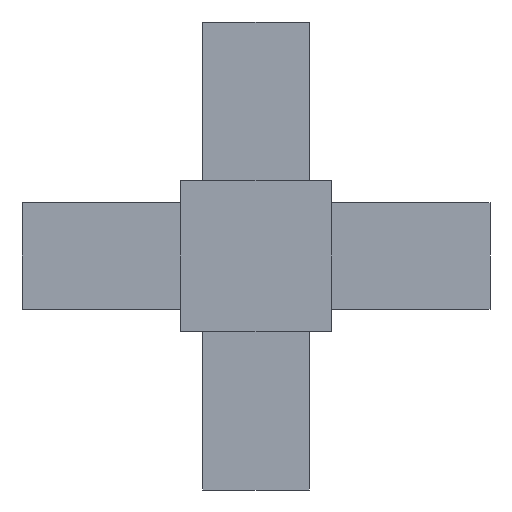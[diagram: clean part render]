
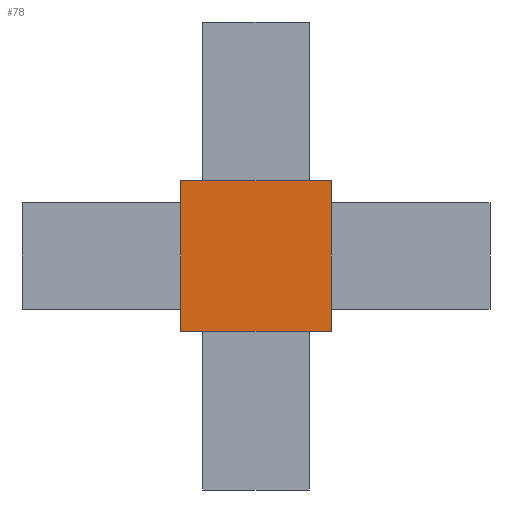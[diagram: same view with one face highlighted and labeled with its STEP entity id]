
A CAD part, front view. The second image highlights one B-rep face of the part: STEP entity #78.
In plain terms, the highlighted planar face has unit normal (0, -1, 0).
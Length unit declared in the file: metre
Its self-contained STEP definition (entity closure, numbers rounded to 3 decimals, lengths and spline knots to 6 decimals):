
#78 = ADVANCED_FACE( '', ( #155 ), #156, .T. );
#155 = FACE_OUTER_BOUND( '', #228, .T. );
#156 = PLANE( '', #229 );
#228 = EDGE_LOOP( '', ( #403, #404, #405, #406 ) );
#229 = AXIS2_PLACEMENT_3D( '', #407, #408, #409 );
#403 = ORIENTED_EDGE( '', *, *, #512, .F. );
#404 = ORIENTED_EDGE( '', *, *, #527, .T. );
#405 = ORIENTED_EDGE( '', *, *, #492, .T. );
#406 = ORIENTED_EDGE( '', *, *, #458, .F. );
#407 = CARTESIAN_POINT( '', ( 0., -0.001, 0. ) );
#408 = DIRECTION( '', ( 0., -1., 0. ) );
#409 = DIRECTION( '', ( 1., 0., 0. ) );
#458 = EDGE_CURVE( '', #542, #544, #545, .T. );
#492 = EDGE_CURVE( '', #602, #544, #603, .T. );
#512 = EDGE_CURVE( '', #629, #542, #631, .T. );
#527 = EDGE_CURVE( '', #629, #602, #648, .T. );
#542 = VERTEX_POINT( '', #666 );
#544 = VERTEX_POINT( '', #669 );
#545 = LINE( '', #670, #671 );
#602 = VERTEX_POINT( '', #757 );
#603 = LINE( '', #758, #759 );
#629 = VERTEX_POINT( '', #798 );
#631 = LINE( '', #801, #802 );
#648 = LINE( '', #826, #827 );
#666 = CARTESIAN_POINT( '', ( 0.000539, -0.001, -0.000539 ) );
#669 = CARTESIAN_POINT( '', ( -0.000539, -0.001, -0.000539 ) );
#670 = CARTESIAN_POINT( '', ( 0., -0.001, -0.000539 ) );
#671 = VECTOR( '', #843, 1. );
#757 = CARTESIAN_POINT( '', ( -0.000539, -0.001, 0.000539 ) );
#758 = CARTESIAN_POINT( '', ( -0.000539, -0.001, 0.00136 ) );
#759 = VECTOR( '', #873, 1. );
#798 = CARTESIAN_POINT( '', ( 0.000539, -0.001, 0.000539 ) );
#801 = CARTESIAN_POINT( '', ( 0.000539, -0.001, 0.00136 ) );
#802 = VECTOR( '', #888, 1. );
#826 = CARTESIAN_POINT( '', ( 0.002483, -0.001, 0.000539 ) );
#827 = VECTOR( '', #896, 1. );
#843 = DIRECTION( '', ( -1., 0., 0. ) );
#873 = DIRECTION( '', ( 0., 0., -1. ) );
#888 = DIRECTION( '', ( 0., 0., -1. ) );
#896 = DIRECTION( '', ( -1., 0., 0. ) );
